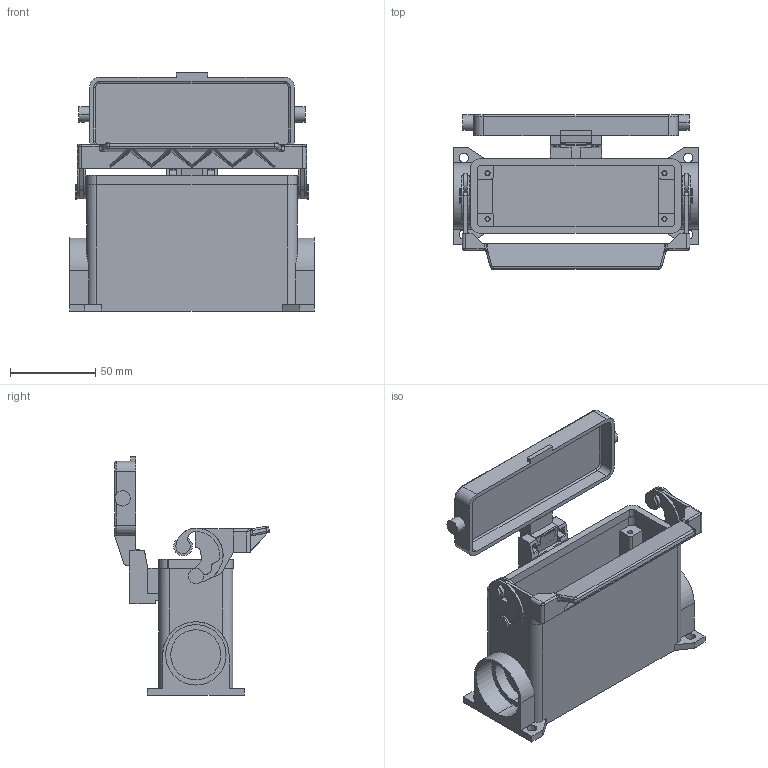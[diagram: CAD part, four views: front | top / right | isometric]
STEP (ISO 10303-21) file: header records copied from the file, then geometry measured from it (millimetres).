
FILE_DESCRIPTION(('Creo Elements/Direct Modeling STEP Export'),'2;1');
FILE_NAME('0ln7tug4m65c9005000','2018-12-12T10:49:09',(''),(''),'PTC Creo Elements/Direct Modeling STEP processor for AP214 (Solid Model)','PTC Creo Elements/Direct Modeling 19.0E 27-Jun-2016 (C) Parametric Technology GmbH','');
FILE_SCHEMA(('AUTOMOTIVE_DESIGN { 1 0 10303 214 1 1 1 1 }'));
Length unit declared in the file: millimetre
Products named in the file (1): CAPT_24.6_LS
Bounding box: 144 x 90.95 x 140.2 mm (x, y, z)
Volume: 191433.6 mm3; surface area: 104317.7 mm2
Topology: 2 solids, 3 shells, 485 faces, 1295 edges, 828 vertices
Faces by surface type: plane 276, cylinder 173, bspline 16, torus 12, cone 4, sphere 4
Entity records: 19758 total; most frequent: CARTESIAN_POINT 5671, ORIENTED_EDGE 2610, DIRECTION 2470, EDGE_CURVE 1305, AXIS2_PLACEMENT_3D 829, VERTEX_POINT 828, VECTOR 812, LINE 812
